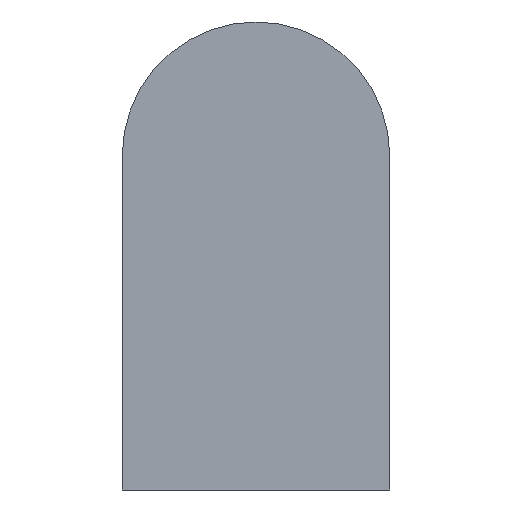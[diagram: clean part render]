
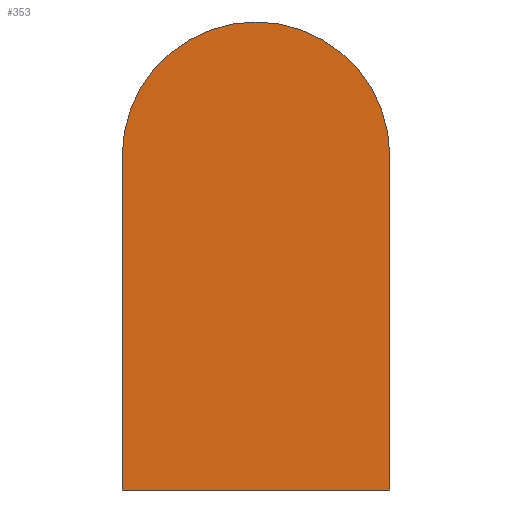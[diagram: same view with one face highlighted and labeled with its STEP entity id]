
A CAD part, left-side view. The second image highlights one B-rep face of the part: STEP entity #353.
In plain terms, the highlighted planar face has unit normal (-1, 0, 0).
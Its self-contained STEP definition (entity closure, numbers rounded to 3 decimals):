
#9 = CARTESIAN_POINT ( 'NONE',  ( 0., 18., -45. ) ) ;
#10 = VECTOR ( 'NONE', #100, 1000. ) ;
#11 = CARTESIAN_POINT ( 'NONE',  ( 0., 18., -45. ) ) ;
#12 = LINE ( 'NONE', #9, #199 ) ;
#14 = ORIENTED_EDGE ( 'NONE', *, *, #336, .F. ) ;
#18 = VERTEX_POINT ( 'NONE', #98 ) ;
#25 = ORIENTED_EDGE ( 'NONE', *, *, #120, .F. ) ;
#45 = DIRECTION ( 'NONE',  ( 0., 0., -1. ) ) ;
#86 = DIRECTION ( 'NONE',  ( 1., 0., 0. ) ) ;
#93 = EDGE_CURVE ( 'NONE', #18, #397, #452, .T. ) ;
#98 = CARTESIAN_POINT ( 'NONE',  ( 0., -18., 0. ) ) ;
#100 = DIRECTION ( 'NONE',  ( 0., 0., -1. ) ) ;
#108 = DIRECTION ( 'NONE',  ( 0., 1., 0. ) ) ;
#115 = AXIS2_PLACEMENT_3D ( 'NONE', #439, #195, #255 ) ;
#120 = EDGE_CURVE ( 'NONE', #360, #274, #317, .T. ) ;
#121 = CARTESIAN_POINT ( 'NONE',  ( 0., 0., 18. ) ) ;
#136 = CARTESIAN_POINT ( 'NONE',  ( 0., 18., 0. ) ) ;
#195 = DIRECTION ( 'NONE',  ( 1., 0., 0. ) ) ;
#198 = AXIS2_PLACEMENT_3D ( 'NONE', #250, #219, #289 ) ;
#199 = VECTOR ( 'NONE', #108, 1000. ) ;
#219 = DIRECTION ( 'NONE',  ( 1., 0., 0. ) ) ;
#221 = FACE_OUTER_BOUND ( 'NONE', #350, .T. ) ;
#224 = AXIS2_PLACEMENT_3D ( 'NONE', #225, #86, #45 ) ;
#225 = CARTESIAN_POINT ( 'NONE',  ( 0., 0., 0. ) ) ;
#250 = CARTESIAN_POINT ( 'NONE',  ( 0., 0., 0. ) ) ;
#255 = DIRECTION ( 'NONE',  ( 0., 0., -1. ) ) ;
#265 = ORIENTED_EDGE ( 'NONE', *, *, #438, .F. ) ;
#270 = VECTOR ( 'NONE', #304, 1000. ) ;
#274 = VERTEX_POINT ( 'NONE', #318 ) ;
#289 = DIRECTION ( 'NONE',  ( 0., 0., -1. ) ) ;
#299 = ORIENTED_EDGE ( 'NONE', *, *, #93, .F. ) ;
#304 = DIRECTION ( 'NONE',  ( 0., 0., 1. ) ) ;
#308 = VERTEX_POINT ( 'NONE', #121 ) ;
#317 = LINE ( 'NONE', #136, #270 ) ;
#318 = CARTESIAN_POINT ( 'NONE',  ( 0., 18., 0. ) ) ;
#320 = CIRCLE ( 'NONE', #224, 18. ) ;
#324 = CARTESIAN_POINT ( 'NONE',  ( 0., -18., -45. ) ) ;
#328 = PLANE ( 'NONE',  #115 ) ;
#336 = EDGE_CURVE ( 'NONE', #274, #308, #320, .T. ) ;
#350 = EDGE_LOOP ( 'NONE', ( #14, #25, #435, #299, #265 ) ) ;
#353 = ADVANCED_FACE ( 'NONE', ( #221 ), #328, .F. ) ;
#360 = VERTEX_POINT ( 'NONE', #11 ) ;
#387 = CIRCLE ( 'NONE', #198, 18. ) ;
#397 = VERTEX_POINT ( 'NONE', #324 ) ;
#414 = EDGE_CURVE ( 'NONE', #397, #360, #12, .T. ) ;
#415 = CARTESIAN_POINT ( 'NONE',  ( 0., -18., -45. ) ) ;
#435 = ORIENTED_EDGE ( 'NONE', *, *, #414, .F. ) ;
#438 = EDGE_CURVE ( 'NONE', #308, #18, #387, .T. ) ;
#439 = CARTESIAN_POINT ( 'NONE',  ( 0., 0., 0. ) ) ;
#452 = LINE ( 'NONE', #415, #10 ) ;
